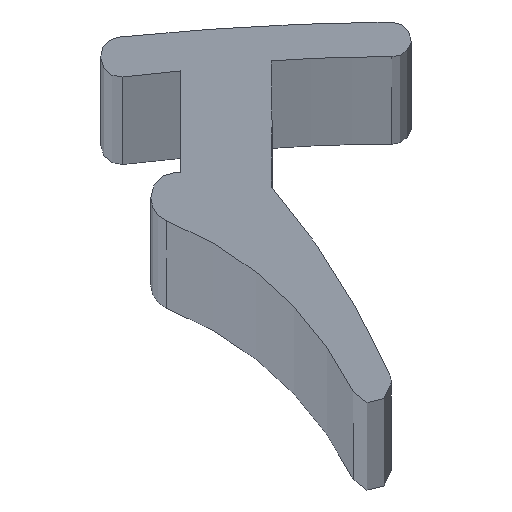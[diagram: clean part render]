
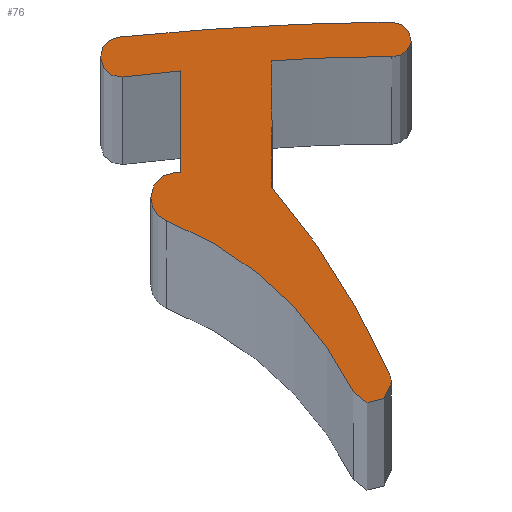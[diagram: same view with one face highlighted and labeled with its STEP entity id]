
A CAD part, top view. The second image highlights one B-rep face of the part: STEP entity #76.
In plain terms, the highlighted planar face has unit normal (0, 0, 1).
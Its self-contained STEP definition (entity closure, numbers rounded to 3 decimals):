
#76=ADVANCED_FACE('NONE',(#148),#149,.F.);
#148=FACE_OUTER_BOUND('',#213,.T.);
#149=PLANE('',#214);
#213=EDGE_LOOP('',(#352,#353,#354,#355,#356,#357,#358,#359,#360,#361,#362,#363,#364,#365,#366,#367,#368));
#214=AXIS2_PLACEMENT_3D('',#369,#370,#371);
#352=ORIENTED_EDGE('',*,*,#466,.T.);
#353=ORIENTED_EDGE('',*,*,#468,.T.);
#354=ORIENTED_EDGE('',*,*,#425,.T.);
#355=ORIENTED_EDGE('',*,*,#430,.T.);
#356=ORIENTED_EDGE('',*,*,#432,.T.);
#357=ORIENTED_EDGE('',*,*,#418,.T.);
#358=ORIENTED_EDGE('',*,*,#437,.T.);
#359=ORIENTED_EDGE('',*,*,#441,.T.);
#360=ORIENTED_EDGE('',*,*,#445,.T.);
#361=ORIENTED_EDGE('',*,*,#447,.T.);
#362=ORIENTED_EDGE('',*,*,#413,.T.);
#363=ORIENTED_EDGE('',*,*,#452,.T.);
#364=ORIENTED_EDGE('',*,*,#454,.T.);
#365=ORIENTED_EDGE('',*,*,#411,.T.);
#366=ORIENTED_EDGE('',*,*,#459,.T.);
#367=ORIENTED_EDGE('',*,*,#461,.T.);
#368=ORIENTED_EDGE('',*,*,#406,.T.);
#369=CARTESIAN_POINT('',(4.2,0.576,1000.0));
#370=DIRECTION('',(-0.0,-0.0,-1.0));
#371=DIRECTION('',(0.0,-1.0,0.0));
#406=EDGE_CURVE('NONE',#475,#479,#481,.T.);
#411=EDGE_CURVE('NONE',#484,#488,#490,.T.);
#413=EDGE_CURVE('NONE',#492,#493,#494,.T.);
#418=EDGE_CURVE('NONE',#501,#502,#503,.T.);
#425=EDGE_CURVE('NONE',#515,#513,#516,.T.);
#430=EDGE_CURVE('NONE',#513,#521,#523,.T.);
#432=EDGE_CURVE('NONE',#521,#501,#525,.T.);
#437=EDGE_CURVE('NONE',#502,#530,#532,.T.);
#441=EDGE_CURVE('NONE',#530,#536,#538,.T.);
#445=EDGE_CURVE('NONE',#536,#542,#544,.T.);
#447=EDGE_CURVE('NONE',#542,#492,#546,.T.);
#452=EDGE_CURVE('NONE',#493,#551,#553,.T.);
#454=EDGE_CURVE('NONE',#551,#484,#555,.T.);
#459=EDGE_CURVE('NONE',#488,#560,#562,.T.);
#461=EDGE_CURVE('NONE',#560,#475,#564,.T.);
#466=EDGE_CURVE('NONE',#479,#569,#571,.T.);
#468=EDGE_CURVE('NONE',#569,#515,#573,.T.);
#475=VERTEX_POINT('',#580);
#479=VERTEX_POINT('NONE',#585);
#481=CIRCLE('',#588,40.0);
#484=VERTEX_POINT('',#591);
#488=VERTEX_POINT('NONE',#596);
#490=CIRCLE('',#599,0.4);
#492=VERTEX_POINT('NONE',#601);
#493=VERTEX_POINT('NONE',#602);
#494=CIRCLE('',#603,0.5);
#501=VERTEX_POINT('NONE',#612);
#502=VERTEX_POINT('NONE',#613);
#503=CIRCLE('',#614,0.4);
#513=VERTEX_POINT('NONE',#626);
#515=VERTEX_POINT('NONE',#629);
#516=CIRCLE('',#630,0.4);
#521=VERTEX_POINT('NONE',#636);
#523=CIRCLE('',#639,60.0);
#525=CIRCLE('',#641,0.4);
#530=VERTEX_POINT('NONE',#647);
#532=LINE('',#650,#651);
#536=VERTEX_POINT('NONE',#656);
#538=LINE('',#659,#660);
#542=VERTEX_POINT('NONE',#665);
#544=LINE('',#668,#669);
#546=CIRCLE('',#671,0.5);
#551=VERTEX_POINT('NONE',#676);
#553=CIRCLE('',#679,7.0);
#555=CIRCLE('',#681,0.4);
#560=VERTEX_POINT('NONE',#686);
#562=CIRCLE('',#689,15.0);
#564=CIRCLE('',#691,40.0);
#569=VERTEX_POINT('NONE',#696);
#571=CIRCLE('',#699,30.0);
#573=CIRCLE('',#701,0.4);
#580=CARTESIAN_POINT('',(1.82,-1.05,1000.0));
#585=CARTESIAN_POINT('',(1.8,0.2,1000.0));
#588=AXIS2_PLACEMENT_3D('',#711,#712,#713);
#591=CARTESIAN_POINT('',(4.2,-6.224,1000.0));
#596=CARTESIAN_POINT('',(4.166,-6.064,1000.0));
#599=AXIS2_PLACEMENT_3D('',#719,#720,#721);
#601=CARTESIAN_POINT('',(-0.6,-2.524,1000.0));
#602=CARTESIAN_POINT('',(-0.282,-2.99,1000.0));
#603=AXIS2_PLACEMENT_3D('',#722,#723,#724);
#612=CARTESIAN_POINT('',(-1.6,0.276,1000.0));
#613=CARTESIAN_POINT('',(-1.158,-0.122,1000.0));
#614=AXIS2_PLACEMENT_3D('',#730,#731,#732);
#626=CARTESIAN_POINT('',(4.196,0.976,1000.0));
#629=CARTESIAN_POINT('',(4.6,0.576,1000.0));
#630=AXIS2_PLACEMENT_3D('',#742,#743,#744);
#636=CARTESIAN_POINT('',(-1.24,0.674,1000.0));
#639=AXIS2_PLACEMENT_3D('',#750,#751,#752);
#641=AXIS2_PLACEMENT_3D('',#753,#754,#755);
#647=CARTESIAN_POINT('',(0.0,0.0,1000.0));
#650=CARTESIAN_POINT('',(0.0,0.0,1000.0));
#651=VECTOR('',#761,1000.0);
#656=CARTESIAN_POINT('',(0.,-2.024,1000.0));
#659=CARTESIAN_POINT('',(0.0,0.0,1000.0));
#660=VECTOR('',#764,1000.0);
#665=CARTESIAN_POINT('',(-0.1,-2.024,1000.0));
#668=CARTESIAN_POINT('',(0.,-2.024,1000.0));
#669=VECTOR('',#767,1000.0);
#671=AXIS2_PLACEMENT_3D('',#768,#769,#770);
#676=CARTESIAN_POINT('',(3.442,-6.401,1000.0));
#679=AXIS2_PLACEMENT_3D('',#778,#779,#780);
#681=AXIS2_PLACEMENT_3D('',#781,#782,#783);
#686=CARTESIAN_POINT('',(1.8,-2.3,1000.0));
#689=AXIS2_PLACEMENT_3D('',#791,#792,#793);
#691=AXIS2_PLACEMENT_3D('',#794,#795,#796);
#696=CARTESIAN_POINT('',(4.211,0.281,1000.0));
#699=AXIS2_PLACEMENT_3D('',#804,#805,#806);
#701=AXIS2_PLACEMENT_3D('',#807,#808,#809);
#711=CARTESIAN_POINT('',(-38.18,-1.05,1000.0));
#712=DIRECTION('',(0.0,0.0,1.0));
#713=DIRECTION('',(-1.0,0.0,0.0));
#719=CARTESIAN_POINT('',(3.8,-6.224,1000.0));
#720=DIRECTION('',(0.0,0.0,1.0));
#721=DIRECTION('',(1.0,0.0,0.0));
#722=CARTESIAN_POINT('',(-0.1,-2.524,1000.0));
#723=DIRECTION('',(0.0,0.0,1.0));
#724=DIRECTION('',(1.0,0.0,0.0));
#730=CARTESIAN_POINT('',(-1.2,0.276,1000.0));
#731=DIRECTION('',(0.0,0.0,1.0));
#732=DIRECTION('',(1.0,0.0,0.0));
#742=CARTESIAN_POINT('',(4.2,0.576,1000.0));
#743=DIRECTION('',(0.0,0.0,1.0));
#744=DIRECTION('',(-1.0,0.0,0.0));
#750=CARTESIAN_POINT('',(4.803,-59.021,1000.0));
#751=DIRECTION('',(0.0,0.0,1.0));
#752=DIRECTION('',(1.0,0.0,0.0));
#753=CARTESIAN_POINT('',(-1.2,0.276,1000.0));
#754=DIRECTION('',(0.0,0.0,1.0));
#755=DIRECTION('',(1.0,0.0,0.0));
#761=DIRECTION('',(0.995,0.105,-0.0));
#764=DIRECTION('',(0.,-1.0,0.0));
#767=DIRECTION('',(-1.0,0.,0.0));
#768=CARTESIAN_POINT('',(-0.1,-2.524,1000.0));
#769=DIRECTION('',(0.0,0.0,1.0));
#770=DIRECTION('',(1.0,0.0,0.0));
#778=CARTESIAN_POINT('',(-2.831,-9.509,1000.0));
#779=DIRECTION('',(0.0,0.0,-1.0));
#780=DIRECTION('',(-1.0,0.0,0.0));
#781=CARTESIAN_POINT('',(3.8,-6.224,1000.0));
#782=DIRECTION('',(0.0,0.0,1.0));
#783=DIRECTION('',(1.0,0.0,0.0));
#791=CARTESIAN_POINT('',(-9.575,-12.078,1000.0));
#792=DIRECTION('',(0.0,0.0,1.0));
#793=DIRECTION('',(1.0,0.0,0.0));
#794=CARTESIAN_POINT('',(-38.18,-1.05,1000.0));
#795=DIRECTION('',(0.0,0.0,1.0));
#796=DIRECTION('',(-1.0,0.0,0.0));
#804=CARTESIAN_POINT('',(4.014,-29.718,1000.0));
#805=DIRECTION('',(0.0,0.0,-1.0));
#806=DIRECTION('',(-1.0,0.0,0.0));
#807=CARTESIAN_POINT('',(4.214,0.681,1000.0));
#808=DIRECTION('',(0.0,0.0,1.0));
#809=DIRECTION('',(-1.0,0.,0.0));
